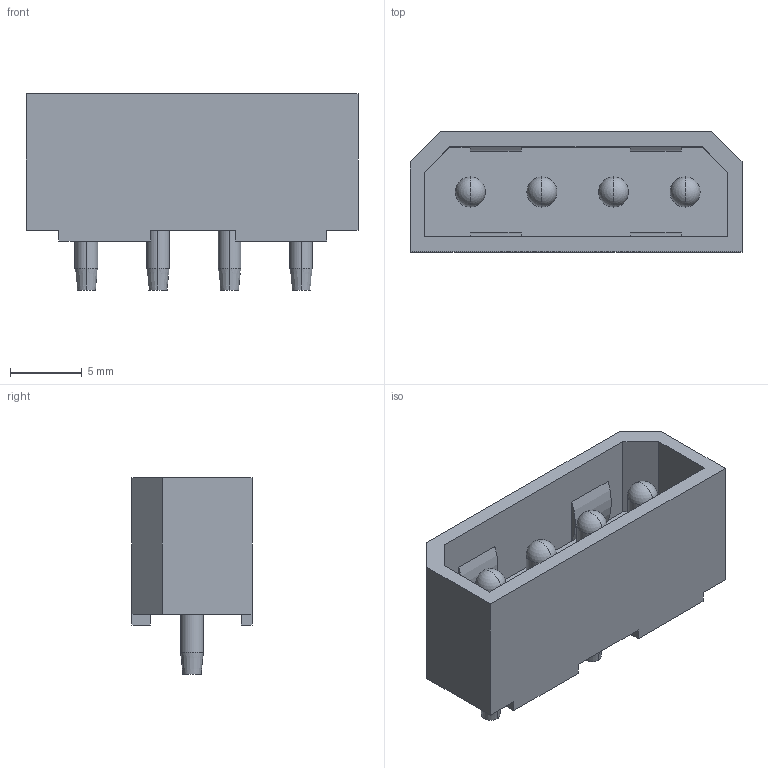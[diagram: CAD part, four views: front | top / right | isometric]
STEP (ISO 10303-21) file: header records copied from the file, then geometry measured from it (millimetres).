
FILE_DESCRIPTION((''),'2;1');
FILE_NAME('C-174520-1','2008-01-22T',('workeradm'),('Tyco Electronics Corporation'),'PRO/ENGINEER BY PARAMETRIC TECHNOLOGY CORPORATION, 2005450','PRO/ENGINEER BY PARAMETRIC TECHNOLOGY CORPORATION, 2005450','');
FILE_SCHEMA(('CONFIG_CONTROL_DESIGN', 'GEOMETRIC_VALIDATION_PROPERTIES_MIM'));
Length unit declared in the file: millimetre
Products named in the file (1): C-174520-1
Bounding box: 23.19 x 8.38 x 13.71 mm (x, y, z)
Volume: 1147.5 mm3; surface area: 1511.8 mm2
Topology: 1 solids, 1 shells, 79 faces, 192 edges, 116 vertices
Faces by surface type: plane 43, cylinder 20, cone 8, sphere 8
Entity records: 2363 total; most frequent: DIRECTION 398, CARTESIAN_POINT 380, ORIENTED_EDGE 368, EDGE_CURVE 184, AXIS2_PLACEMENT_3D 135, VECTOR 128, LINE 128, VERTEX_POINT 116
